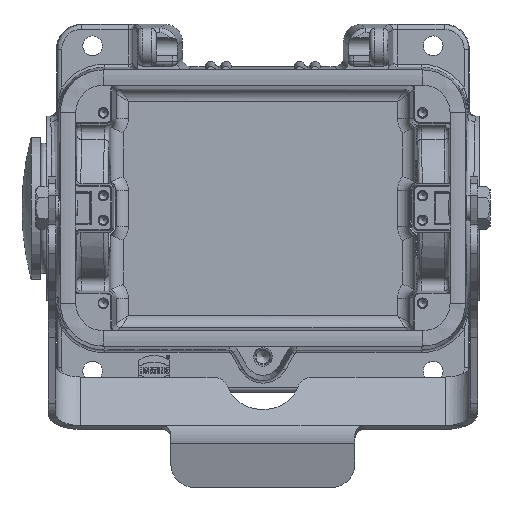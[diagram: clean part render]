
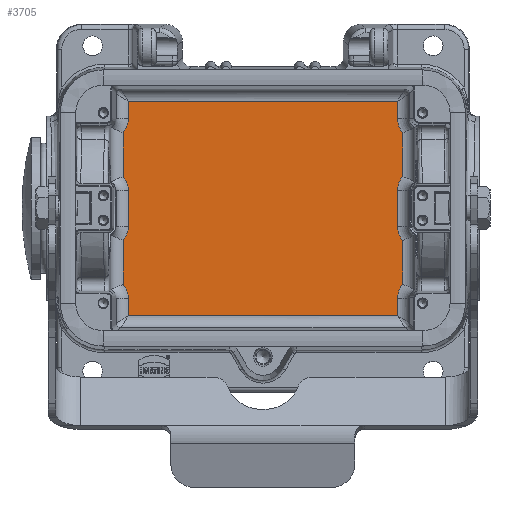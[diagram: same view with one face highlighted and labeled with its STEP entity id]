
A CAD part, top view. The second image highlights one B-rep face of the part: STEP entity #3705.
In plain terms, the highlighted planar face has unit normal (0, 0, 1).
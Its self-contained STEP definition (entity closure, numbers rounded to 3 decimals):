
#3705=ADVANCED_FACE('',(#5066),#4609,.T.);
#4609=PLANE('',#25366);
#5066=FACE_OUTER_BOUND('',#6019,.T.);
#6019=EDGE_LOOP('',(#9106,#9107,#9108,#9109,#9110,#9111,#9112,#9113,#9114,
#9115,#9116,#9117,#9118,#9119,#9120,#9121,#9122,#9123,#9124,#9125));
#9106=ORIENTED_EDGE('',*,*,#15829,.T.);
#9107=ORIENTED_EDGE('',*,*,#15830,.T.);
#9108=ORIENTED_EDGE('',*,*,#15831,.T.);
#9109=ORIENTED_EDGE('',*,*,#15832,.T.);
#9110=ORIENTED_EDGE('',*,*,#15833,.T.);
#9111=ORIENTED_EDGE('',*,*,#15834,.T.);
#9112=ORIENTED_EDGE('',*,*,#15835,.T.);
#9113=ORIENTED_EDGE('',*,*,#15836,.T.);
#9114=ORIENTED_EDGE('',*,*,#15837,.T.);
#9115=ORIENTED_EDGE('',*,*,#15838,.T.);
#9116=ORIENTED_EDGE('',*,*,#15839,.T.);
#9117=ORIENTED_EDGE('',*,*,#15840,.T.);
#9118=ORIENTED_EDGE('',*,*,#15841,.T.);
#9119=ORIENTED_EDGE('',*,*,#15842,.T.);
#9120=ORIENTED_EDGE('',*,*,#15843,.T.);
#9121=ORIENTED_EDGE('',*,*,#15844,.T.);
#9122=ORIENTED_EDGE('',*,*,#15845,.T.);
#9123=ORIENTED_EDGE('',*,*,#15846,.T.);
#9124=ORIENTED_EDGE('',*,*,#15847,.T.);
#9125=ORIENTED_EDGE('',*,*,#15848,.T.);
#13683=VERTEX_POINT('',#38195);
#13684=VERTEX_POINT('',#38196);
#13685=VERTEX_POINT('',#38198);
#13686=VERTEX_POINT('',#38200);
#13687=VERTEX_POINT('',#38202);
#13688=VERTEX_POINT('',#38204);
#13689=VERTEX_POINT('',#38206);
#13690=VERTEX_POINT('',#38208);
#13691=VERTEX_POINT('',#38210);
#13692=VERTEX_POINT('',#38212);
#13693=VERTEX_POINT('',#38214);
#13694=VERTEX_POINT('',#38216);
#13695=VERTEX_POINT('',#38218);
#13696=VERTEX_POINT('',#38220);
#13697=VERTEX_POINT('',#38222);
#13698=VERTEX_POINT('',#38224);
#13699=VERTEX_POINT('',#38226);
#13700=VERTEX_POINT('',#38228);
#13701=VERTEX_POINT('',#38230);
#13702=VERTEX_POINT('',#38232);
#15829=EDGE_CURVE('',#13683,#13684,#17338,.T.);
#15830=EDGE_CURVE('',#13684,#13685,#21125,.T.);
#15831=EDGE_CURVE('',#13685,#13686,#17339,.T.);
#15832=EDGE_CURVE('',#13686,#13687,#21126,.T.);
#15833=EDGE_CURVE('',#13687,#13688,#17340,.T.);
#15834=EDGE_CURVE('',#13688,#13689,#21127,.T.);
#15835=EDGE_CURVE('',#13689,#13690,#21128,.T.);
#15836=EDGE_CURVE('',#13690,#13691,#21129,.T.);
#15837=EDGE_CURVE('',#13691,#13692,#17341,.T.);
#15838=EDGE_CURVE('',#13692,#13693,#21130,.T.);
#15839=EDGE_CURVE('',#13693,#13694,#17342,.T.);
#15840=EDGE_CURVE('',#13694,#13695,#21131,.T.);
#15841=EDGE_CURVE('',#13695,#13696,#17343,.T.);
#15842=EDGE_CURVE('',#13696,#13697,#21132,.T.);
#15843=EDGE_CURVE('',#13697,#13698,#17344,.T.);
#15844=EDGE_CURVE('',#13698,#13699,#21133,.T.);
#15845=EDGE_CURVE('',#13699,#13700,#21134,.T.);
#15846=EDGE_CURVE('',#13700,#13701,#21135,.T.);
#15847=EDGE_CURVE('',#13701,#13702,#17345,.T.);
#15848=EDGE_CURVE('',#13702,#13683,#21136,.T.);
#17338=CIRCLE('',#25358,6.86);
#17339=CIRCLE('',#25359,6.86);
#17340=CIRCLE('',#25360,6.86);
#17341=CIRCLE('',#25361,6.86);
#17342=CIRCLE('',#25362,6.86);
#17343=CIRCLE('',#25363,6.86);
#17344=CIRCLE('',#25364,6.86);
#17345=CIRCLE('',#25365,6.86);
#21125=LINE('',#38197,#22591);
#21126=LINE('',#38201,#22592);
#21127=LINE('',#38205,#22593);
#21128=LINE('',#38207,#22594);
#21129=LINE('',#38209,#22595);
#21130=LINE('',#38213,#22596);
#21131=LINE('',#38217,#22597);
#21132=LINE('',#38221,#22598);
#21133=LINE('',#38225,#22599);
#21134=LINE('',#38227,#22600);
#21135=LINE('',#38229,#22601);
#21136=LINE('',#38233,#22602);
#22591=VECTOR('',#28111,1.);
#22592=VECTOR('',#28114,1.);
#22593=VECTOR('',#28117,1.);
#22594=VECTOR('',#28118,1.);
#22595=VECTOR('',#28119,1.);
#22596=VECTOR('',#28122,1.);
#22597=VECTOR('',#28125,1.);
#22598=VECTOR('',#28128,1.);
#22599=VECTOR('',#28131,1.);
#22600=VECTOR('',#28132,1.);
#22601=VECTOR('',#28133,1.);
#22602=VECTOR('',#28136,1.);
#25358=AXIS2_PLACEMENT_3D('',#38194,#28109,#28110);
#25359=AXIS2_PLACEMENT_3D('',#38199,#28112,#28113);
#25360=AXIS2_PLACEMENT_3D('',#38203,#28115,#28116);
#25361=AXIS2_PLACEMENT_3D('',#38211,#28120,#28121);
#25362=AXIS2_PLACEMENT_3D('',#38215,#28123,#28124);
#25363=AXIS2_PLACEMENT_3D('',#38219,#28126,#28127);
#25364=AXIS2_PLACEMENT_3D('',#38223,#28129,#28130);
#25365=AXIS2_PLACEMENT_3D('',#38231,#28134,#28135);
#25366=AXIS2_PLACEMENT_3D('',#38234,#28137,#28138);
#28109=DIRECTION('',(0.,0.,-1.));
#28110=DIRECTION('',(1.,0.,0.));
#28111=DIRECTION('',(0.,-1.,0.));
#28112=DIRECTION('',(0.,0.,-1.));
#28113=DIRECTION('',(1.,0.,0.));
#28114=DIRECTION('',(0.,-1.,0.));
#28115=DIRECTION('',(0.,0.,-1.));
#28116=DIRECTION('',(1.,0.,0.));
#28117=DIRECTION('',(0.,-1.,0.));
#28118=DIRECTION('',(1.,0.,0.));
#28119=DIRECTION('',(0.,1.,0.));
#28120=DIRECTION('',(0.,0.,-1.));
#28121=DIRECTION('',(1.,0.,0.));
#28122=DIRECTION('',(0.,1.,0.));
#28123=DIRECTION('',(0.,0.,-1.));
#28124=DIRECTION('',(1.,0.,0.));
#28125=DIRECTION('',(0.,1.,0.));
#28126=DIRECTION('',(0.,0.,-1.));
#28127=DIRECTION('',(1.,0.,0.));
#28128=DIRECTION('',(0.,1.,0.));
#28129=DIRECTION('',(0.,0.,-1.));
#28130=DIRECTION('',(1.,0.,0.));
#28131=DIRECTION('',(0.,1.,0.));
#28132=DIRECTION('',(-1.,0.,0.));
#28133=DIRECTION('',(0.,-1.,0.));
#28134=DIRECTION('',(0.,0.,-1.));
#28135=DIRECTION('',(1.,0.,0.));
#28136=DIRECTION('',(0.,-1.,0.));
#28137=DIRECTION('',(0.,0.,1.));
#28138=DIRECTION('',(1.,0.,0.));
#38194=CARTESIAN_POINT('',(-50.725,5.9,-81.9));
#38195=CARTESIAN_POINT('',(-45.565,10.421,-81.9));
#38196=CARTESIAN_POINT('',(-43.865,5.9,-81.9));
#38197=CARTESIAN_POINT('',(-43.865,-5.9,-81.9));
#38198=CARTESIAN_POINT('',(-43.865,-5.9,-81.9));
#38199=CARTESIAN_POINT('',(-50.725,-5.9,-81.9));
#38200=CARTESIAN_POINT('',(-45.565,-10.421,-81.9));
#38201=CARTESIAN_POINT('',(-45.565,-26.541,-81.9));
#38202=CARTESIAN_POINT('',(-45.565,-24.679,-81.9));
#38203=CARTESIAN_POINT('',(-50.725,-29.2,-81.9));
#38204=CARTESIAN_POINT('',(-43.865,-29.2,-81.9));
#38205=CARTESIAN_POINT('',(-43.865,-38.871,-81.9));
#38206=CARTESIAN_POINT('',(-43.865,-34.94,-81.9));
#38207=CARTESIAN_POINT('',(47.795,-34.94,-81.9));
#38208=CARTESIAN_POINT('',(43.865,-34.94,-81.9));
#38209=CARTESIAN_POINT('',(43.865,-29.2,-81.9));
#38210=CARTESIAN_POINT('',(43.865,-29.2,-81.9));
#38211=CARTESIAN_POINT('',(50.725,-29.2,-81.9));
#38212=CARTESIAN_POINT('',(45.565,-24.679,-81.9));
#38213=CARTESIAN_POINT('',(45.565,-8.559,-81.9));
#38214=CARTESIAN_POINT('',(45.565,-10.421,-81.9));
#38215=CARTESIAN_POINT('',(50.725,-5.9,-81.9));
#38216=CARTESIAN_POINT('',(43.865,-5.9,-81.9));
#38217=CARTESIAN_POINT('',(43.865,5.9,-81.9));
#38218=CARTESIAN_POINT('',(43.865,5.9,-81.9));
#38219=CARTESIAN_POINT('',(50.725,5.9,-81.9));
#38220=CARTESIAN_POINT('',(45.565,10.421,-81.9));
#38221=CARTESIAN_POINT('',(45.565,26.541,-81.9));
#38222=CARTESIAN_POINT('',(45.565,24.679,-81.9));
#38223=CARTESIAN_POINT('',(50.725,29.2,-81.9));
#38224=CARTESIAN_POINT('',(43.865,29.2,-81.9));
#38225=CARTESIAN_POINT('',(43.865,38.871,-81.9));
#38226=CARTESIAN_POINT('',(43.865,34.94,-81.9));
#38227=CARTESIAN_POINT('',(-47.795,34.94,-81.9));
#38228=CARTESIAN_POINT('',(-43.865,34.94,-81.9));
#38229=CARTESIAN_POINT('',(-43.865,29.2,-81.9));
#38230=CARTESIAN_POINT('',(-43.865,29.2,-81.9));
#38231=CARTESIAN_POINT('',(-50.725,29.2,-81.9));
#38232=CARTESIAN_POINT('',(-45.565,24.679,-81.9));
#38233=CARTESIAN_POINT('',(-45.565,8.559,-81.9));
#38234=CARTESIAN_POINT('',(0.,0.,-81.9));
